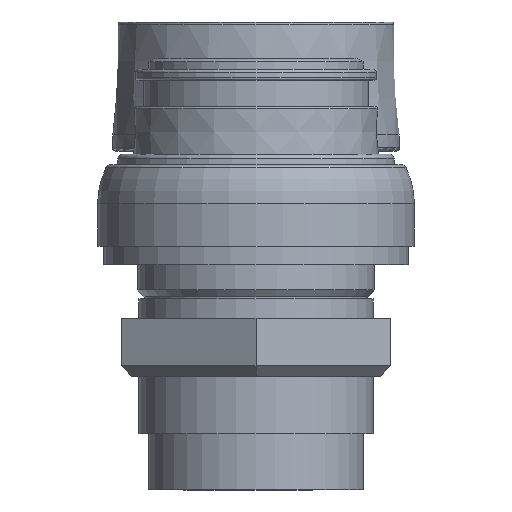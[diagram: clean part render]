
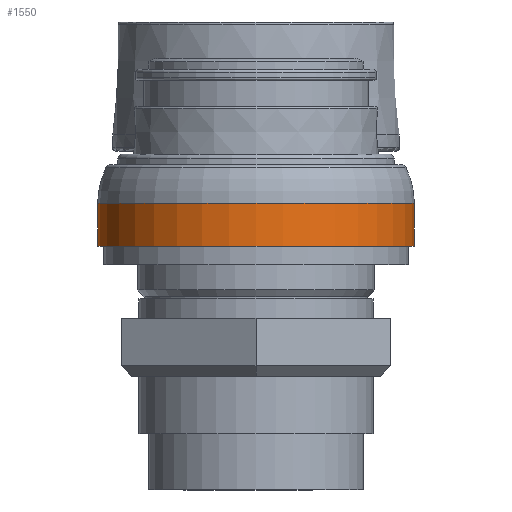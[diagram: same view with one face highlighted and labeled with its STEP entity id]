
A CAD part, front view. The second image highlights one B-rep face of the part: STEP entity #1550.
In plain terms, the highlighted cylindrical face has radius 14.75 mm (diameter 29.5 mm), a full revolution.
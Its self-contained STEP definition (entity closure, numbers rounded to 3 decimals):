
#47=CYLINDRICAL_SURFACE($,#1680,14.75);
#69=FACE_BOUND($,#301,.T.);
#115=CIRCLE($,#1681,14.75);
#116=CIRCLE($,#1682,14.75);
#185=FACE_OUTER_BOUND($,#300,.T.);
#300=EDGE_LOOP($,(#1208));
#301=EDGE_LOOP($,(#1209));
#750=VERTEX_POINT($,#2472);
#751=VERTEX_POINT($,#2474);
#923=EDGE_CURVE($,#750,#750,#115,.T.);
#924=EDGE_CURVE($,#751,#751,#116,.T.);
#1208=ORIENTED_EDGE($,*,*,#923,.T.);
#1209=ORIENTED_EDGE($,*,*,#924,.F.);
#1550=ADVANCED_FACE($,(#185,#69),#47,.T.);
#1680=AXIS2_PLACEMENT_3D($,#2471,#1968,#1969);
#1681=AXIS2_PLACEMENT_3D($,#2473,#1970,#1971);
#1682=AXIS2_PLACEMENT_3D($,#2475,#1972,#1973);
#1968=DIRECTION('center_axis',(0.,0.,
1.));
#1969=DIRECTION('ref_axis',(0.,-1.,0.));
#1970=DIRECTION('center_axis',(0.,0.,
1.));
#1971=DIRECTION('ref_axis',(0.,1.,0.));
#1972=DIRECTION('center_axis',(0.,0.,
1.));
#1973=DIRECTION('ref_axis',(0.,1.,0.));
#2471=CARTESIAN_POINT('Origin',(0.,0.,
-15.5));
#2472=CARTESIAN_POINT('',(0.,-14.75,-17.5));
#2473=CARTESIAN_POINT('Origin',(0.,0.,
-17.5));
#2474=CARTESIAN_POINT('',(0.,-14.75,-13.5));
#2475=CARTESIAN_POINT('Origin',(0.,0.,
-13.5));
